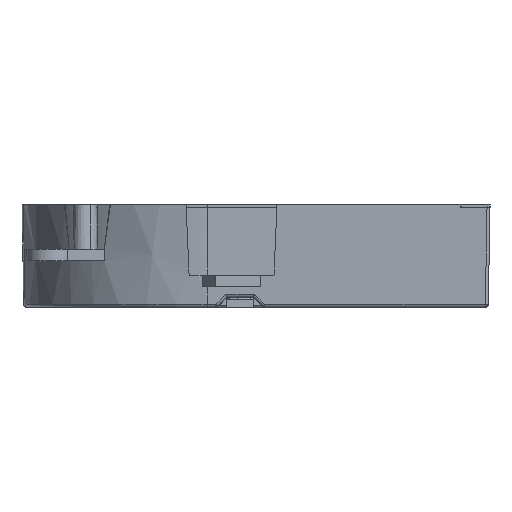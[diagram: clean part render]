
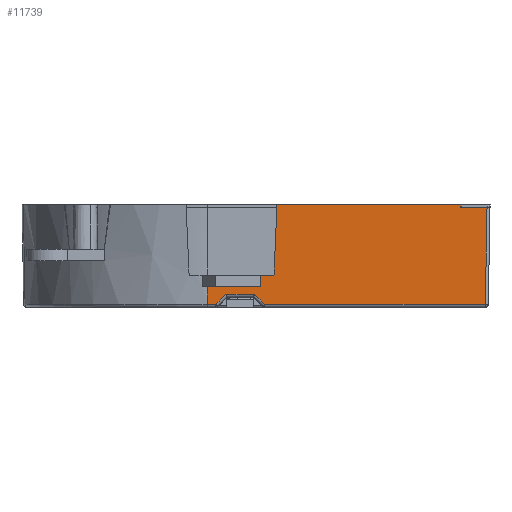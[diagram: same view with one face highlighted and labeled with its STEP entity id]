
A CAD part, left-side view. The second image highlights one B-rep face of the part: STEP entity #11739.
In plain terms, the highlighted planar face has unit normal (-1, 0.017, -0.018).
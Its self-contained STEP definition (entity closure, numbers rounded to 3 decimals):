
#103=DIRECTION('',(0.017,1.,0.));
#104=VECTOR('',#103,31.402);
#105=CARTESIAN_POINT('',(-45.913,-37.1,0.));
#106=LINE('',#105,#104);
#3481=DIRECTION('',(-0.017,-1.,0.));
#3482=VECTOR('',#3481,37.752);
#3483=CARTESIAN_POINT('',(-45.03,-3.548,
-17.009));
#3484=LINE('',#3483,#3482);
#3485=DIRECTION('',(0.,-0.707,-0.707));
#3486=VECTOR('',#3485,2.404);
#3487=CARTESIAN_POINT('',(-45.03,-1.848,
-15.309));
#3488=LINE('',#3487,#3486);
#3489=DIRECTION('',(-0.017,-1.,0.));
#3490=VECTOR('',#3489,4.915);
#3491=CARTESIAN_POINT('',(-44.944,3.066,
-15.309));
#3492=LINE('',#3491,#3490);
#3493=DIRECTION('',(-0.025,-0.707,0.707));
#3494=VECTOR('',#3493,2.405);
#3495=CARTESIAN_POINT('',(-44.885,4.766,
-17.009));
#3496=LINE('',#3495,#3494);
#3497=DIRECTION('',(-0.017,-1.,0.));
#3498=VECTOR('',#3497,1.481);
#3499=CARTESIAN_POINT('',(-44.859,6.246,
-17.009));
#3500=LINE('',#3499,#3498);
#3501=DIRECTION('',(-0.017,0.,1.));
#3502=VECTOR('',#3501,3.009);
#3503=CARTESIAN_POINT('',(-44.859,6.246,
-17.009));
#3504=LINE('',#3503,#3502);
#3505=DIRECTION('',(-0.017,-1.,0.));
#3506=VECTOR('',#3505,1.933);
#3507=CARTESIAN_POINT('',(-44.912,6.247,-14.));
#3508=LINE('',#3507,#3506);
#3509=DIRECTION('',(-0.018,-0.017,1.));
#3510=VECTOR('',#3509,2.001);
#3511=CARTESIAN_POINT('',(-44.945,4.315,-14.));
#3512=LINE('',#3511,#3510);
#3513=DIRECTION('',(-0.017,-1.,0.));
#3514=VECTOR('',#3513,9.46);
#3515=CARTESIAN_POINT('',(-44.981,4.28,-12.));
#3516=LINE('',#3515,#3514);
#3517=DIRECTION('',(0.018,0.044,-0.999));
#3518=VECTOR('',#3517,12.013);
#3519=CARTESIAN_POINT('',(-45.365,-5.702,0.));
#3520=LINE('',#3519,#3518);
#3521=DIRECTION('',(0.017,0.,-1.));
#3522=VECTOR('',#3521,0.5);
#3523=CARTESIAN_POINT('',(-45.913,-37.1,0.));
#3524=LINE('',#3523,#3522);
#3525=DIRECTION('',(-0.017,-1.,0.));
#3526=VECTOR('',#3525,4.483);
#3527=CARTESIAN_POINT('',(-45.904,-37.1,-0.5));
#3528=LINE('',#3527,#3526);
#3529=DIRECTION('',(0.018,0.017,-1.));
#3530=VECTOR('',#3529,16.514);
#3531=CARTESIAN_POINT('',(-45.982,-41.583,-0.5));
#3532=LINE('',#3531,#3530);
#4781=CARTESIAN_POINT('',(-45.982,-41.583,-0.5));
#5532=CARTESIAN_POINT('',(-45.913,-37.1,0.));
#5534=VERTEX_POINT('',#5532);
#5552=CARTESIAN_POINT('',(-45.904,-37.1,-0.5));
#5553=VERTEX_POINT('',#5552);
#5578=CARTESIAN_POINT('',(-45.365,-5.702,0.));
#5579=VERTEX_POINT('',#5578);
#5591=CARTESIAN_POINT('',(-45.146,-5.179,-12.));
#5592=VERTEX_POINT('',#5591);
#5622=CARTESIAN_POINT('',(-44.912,6.247,-14.));
#5624=VERTEX_POINT('',#5622);
#5625=CARTESIAN_POINT('',(-44.945,4.315,-14.));
#5626=VERTEX_POINT('',#5625);
#5629=CARTESIAN_POINT('',(-44.981,4.28,-12.));
#5630=VERTEX_POINT('',#5629);
#5939=VERTEX_POINT('',#4781);
#6045=CARTESIAN_POINT('',(-45.03,-3.548,
-17.009));
#6046=CARTESIAN_POINT('',(-45.689,-41.294,
-17.009));
#6047=VERTEX_POINT('',#6045);
#6048=VERTEX_POINT('',#6046);
#6059=CARTESIAN_POINT('',(-44.859,6.246,
-17.009));
#6060=CARTESIAN_POINT('',(-44.885,4.766,
-17.009));
#6061=VERTEX_POINT('',#6059);
#6062=VERTEX_POINT('',#6060);
#6103=CARTESIAN_POINT('',(-44.944,3.066,
-15.309));
#6104=VERTEX_POINT('',#6103);
#6105=CARTESIAN_POINT('',(-45.03,-1.848,
-15.309));
#6106=VERTEX_POINT('',#6105);
#11707=CARTESIAN_POINT('',(-45.113,8.716,0.));
#11708=DIRECTION('',(-1.,0.017,-0.017));
#11709=DIRECTION('',(-0.017,-1.,0.));
#11710=AXIS2_PLACEMENT_3D('',#11707,#11708,#11709);
#11711=PLANE('',#11710);
#11713=ORIENTED_EDGE('',*,*,#11712,.F.);
#11715=ORIENTED_EDGE('',*,*,#11714,.F.);
#11717=ORIENTED_EDGE('',*,*,#11716,.F.);
#11719=ORIENTED_EDGE('',*,*,#11718,.F.);
#11720=ORIENTED_EDGE('',*,*,#11701,.F.);
#11721=ORIENTED_EDGE('',*,*,#7001,.T.);
#11723=ORIENTED_EDGE('',*,*,#11722,.T.);
#11725=ORIENTED_EDGE('',*,*,#11724,.T.);
#11727=ORIENTED_EDGE('',*,*,#11726,.T.);
#11729=ORIENTED_EDGE('',*,*,#11728,.F.);
#11730=ORIENTED_EDGE('',*,*,#6542,.F.);
#11732=ORIENTED_EDGE('',*,*,#11731,.T.);
#11734=ORIENTED_EDGE('',*,*,#11733,.T.);
#11736=ORIENTED_EDGE('',*,*,#11735,.T.);
#11737=EDGE_LOOP('',(#11713,#11715,#11717,#11719,#11720,#11721,#11723,#11725,
#11727,#11729,#11730,#11732,#11734,#11736));
#11738=FACE_OUTER_BOUND('',#11737,.F.);
#6542=EDGE_CURVE('',#5534,#5579,#106,.T.);
#7001=EDGE_CURVE('',#6061,#5624,#3504,.T.);
#11701=EDGE_CURVE('',#6061,#6062,#3500,.T.);
#11712=EDGE_CURVE('',#6047,#6048,#3484,.T.);
#11714=EDGE_CURVE('',#6106,#6047,#3488,.T.);
#11716=EDGE_CURVE('',#6104,#6106,#3492,.T.);
#11718=EDGE_CURVE('',#6062,#6104,#3496,.T.);
#11722=EDGE_CURVE('',#5624,#5626,#3508,.T.);
#11724=EDGE_CURVE('',#5626,#5630,#3512,.T.);
#11726=EDGE_CURVE('',#5630,#5592,#3516,.T.);
#11728=EDGE_CURVE('',#5579,#5592,#3520,.T.);
#11731=EDGE_CURVE('',#5534,#5553,#3524,.T.);
#11733=EDGE_CURVE('',#5553,#5939,#3528,.T.);
#11735=EDGE_CURVE('',#5939,#6048,#3532,.T.);
#11739=ADVANCED_FACE('',(#11738),#11711,.T.);
